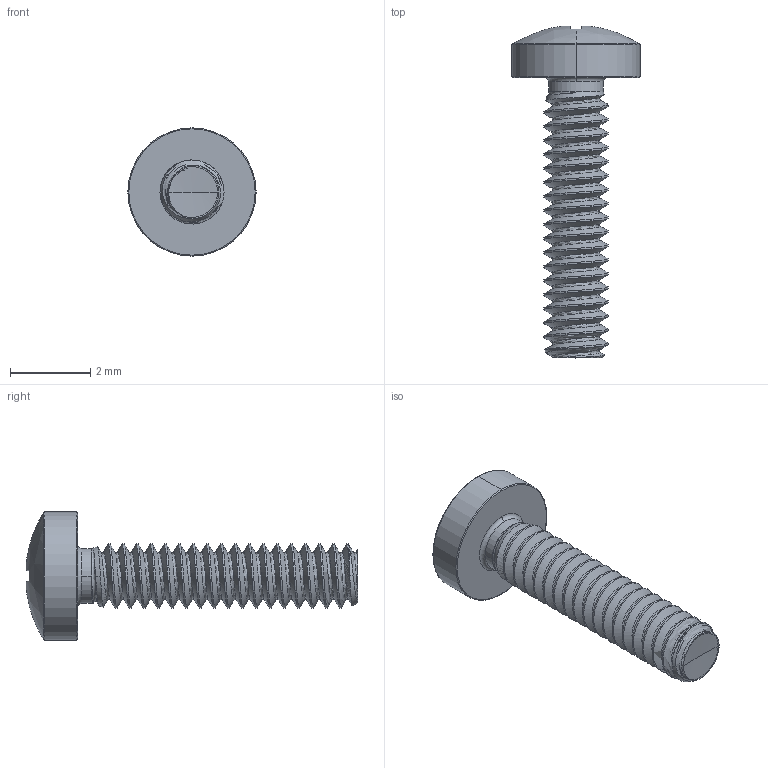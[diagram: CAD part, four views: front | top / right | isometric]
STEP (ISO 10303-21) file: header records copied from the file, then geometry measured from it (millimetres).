
FILE_DESCRIPTION (( 'STEP AP203' ), '1' );
FILE_NAME ('STM320160070.STEP', '2020-12-24T14:13:45', ( '' ), ( '' ), 'SwSTEP 2.0', 'SolidWorks 2015', '' );
FILE_SCHEMA (( 'CONFIG_CONTROL_DESIGN' ));
Length unit declared in the file: millimetre
Products named in the file (2): STM320160070
Bounding box: 3.2 x 8.28 x 3.2 mm (x, y, z)
Volume: 18.7 mm3; surface area: 77.3 mm2
Topology: 1 solids, 1 shells, 198 faces, 468 edges, 271 vertices
Faces by surface type: cylinder 60, bspline 46, torus 33, sphere 28, plane 22, cone 9
Entity records: 19672 total; most frequent: CARTESIAN_POINT 15480, ORIENTED_EDGE 932, DIRECTION 787, EDGE_CURVE 466, AXIS2_PLACEMENT_3D 350, VERTEX_POINT 271, EDGE_LOOP 199, FACE_OUTER_BOUND 198
